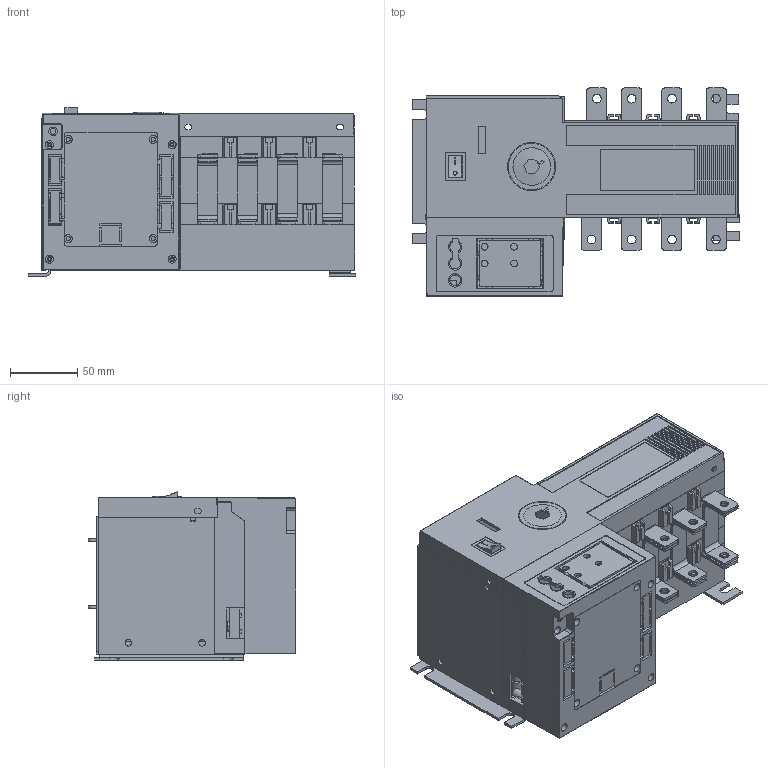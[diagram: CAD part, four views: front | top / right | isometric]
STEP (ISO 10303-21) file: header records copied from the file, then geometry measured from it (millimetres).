
FILE_DESCRIPTION(/* description */ ('Unknown'),/* implementation_level */ '2;1');
FILE_NAME(/* name */ 'ATS 160',/* time_stamp */ '2025-08-22T16:09:47+05:30',/* author */ ('Unknown'),/* organization */ ('Unknown'),/* preprocessor_version */ 'ST-DEVELOPER v19.4',/* originating_system */ 'Solid Edge',/* authorisation */ 'Unknown');
FILE_SCHEMA (('AUTOMOTIVE_DESIGN {1 0 10303 214 3 1 1}'));
Products named in the file (16): ATS 125; CLAMP BRASS; Clmap brass; Middle; Top_; Asm3; COVER; ATES 125 ASSEMBLY _3D PRINTING FINAL; MOUNTING LAG; SIDE PLATE; Ring; BOTTOM; MOUNTING; sIDE pLATE 0; 11; Limit Switch on off
Assembly tree (35 placements, depth 4):
  ATS 125
    CLAMP BRASS  x16
    Clmap brass  x4
    Middle  x2
    Top_  x2
    Asm3
      COVER
        ATES 125 ASSEMBLY _3D PRINTING FINAL
    MOUNTING LAG
    SIDE PLATE
    Ring
    BOTTOM
    MOUNTING
    sIDE pLATE 0
    11
    Limit Switch on off
Bounding box: 244.5 x 155.06 x 125.73 mm (x, y, z)
Volume: 641389.1 mm3; surface area: 472688.9 mm2
Topology: 33 solids, 33 shells, 3665 faces, 10003 edges, 6509 vertices
Faces by surface type: plane 2736, cylinder 703, torus 109, sphere 59, cone 40, bspline 18
Full cylindrical faces by diameter (mm): 2.459 x4, 2.5 x4, 4.134 x1, 4.5 x28, 5 x22, 6.5 x16, 7 x8, 7.5 x8, 8 x6, 8.5 x8, 10 x1, 11 x3, 12.28 x1, 17.6 x1, 18 x1, 23 x1, 25.67 x2, 34.75 x1
Entity records: 90265 total; most frequent: CARTESIAN_POINT 16998, ORIENTED_EDGE 15278, DIRECTION 14270, EDGE_CURVE 7639, LINE 6418, VECTOR 6418, VERTEX_POINT 5054, AXIS2_PLACEMENT_3D 3926
